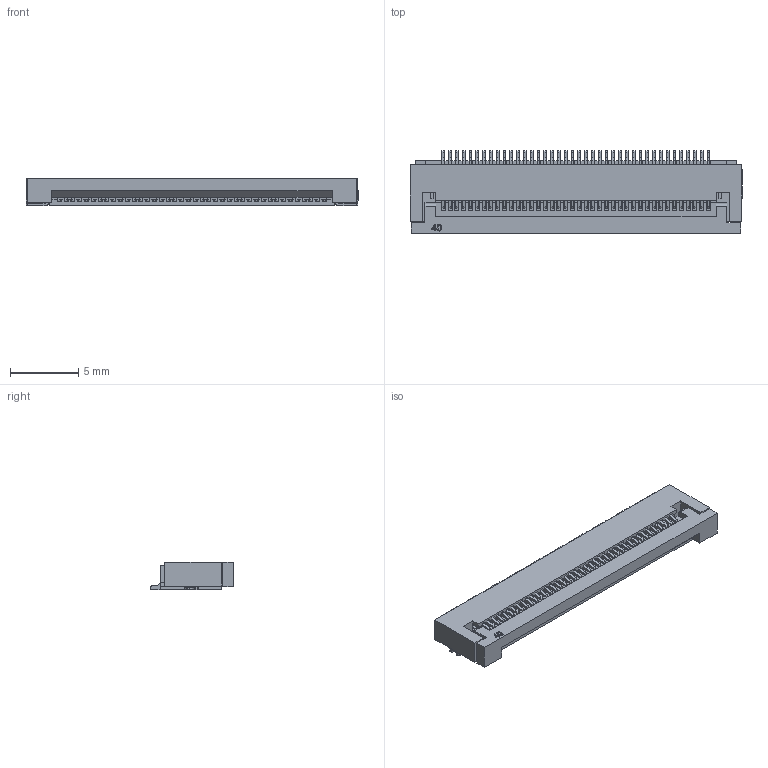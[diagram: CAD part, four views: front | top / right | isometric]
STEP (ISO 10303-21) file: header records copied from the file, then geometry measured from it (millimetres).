
FILE_DESCRIPTION (( 'STEP AP214' ), '1' );
FILE_NAME ('FPC-SMD_AFC01-S40FCA-00.STEP', '2024-10-21T03:24:02', ( 'PC' ), ( 'Microsoft' ), 'SwSTEP 2.0', 'SolidWorks 2020', '' );
FILE_SCHEMA (( 'AUTOMOTIVE_DESIGN' ));
Length unit declared in the file: millimetre
Products named in the file (1): FPC-SMD_AFC01-S40FCA-00
Bounding box: 24.41 x 6.1 x 2.02 mm (x, y, z)
Volume: 167.3 mm3; surface area: 1180.3 mm2
Topology: 57 solids, 57 shells, 1938 faces, 5622 edges, 3718 vertices
Faces by surface type: plane 1574, cylinder 256, bspline 108
Entity records: 85680 total; most frequent: CARTESIAN_POINT 12843, ORIENTED_EDGE 11244, DIRECTION 9564, EDGE_CURVE 5622, LINE 4878, VECTOR 4878, VERTEX_POINT 3718, AXIS2_PLACEMENT_3D 2343
